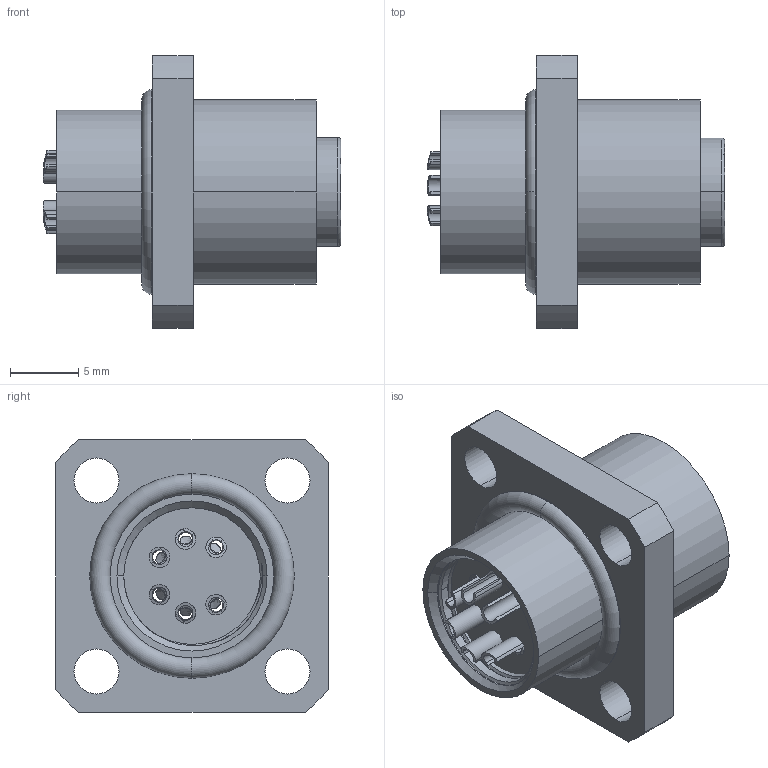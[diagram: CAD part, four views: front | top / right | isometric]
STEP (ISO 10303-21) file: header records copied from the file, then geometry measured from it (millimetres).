
FILE_DESCRIPTION (( 'STEP AP214' ), '1' );
FILE_NAME ('55-00238.STEP', '2024-04-08T20:54:46', ( '' ), ( '' ), 'SwSTEP 2.0', 'SolidWorks 2021', '' );
FILE_SCHEMA (( 'AUTOMOTIVE_DESIGN' ));
Length unit declared in the file: millimetre
Products named in the file (6): 55-00238-01___; 55-00238; 55-00238-02___; 55-00238-03___; 55-00238-05___; 55-00238-04___
Assembly tree (10 placements, depth 2):
  55-00238
    55-00238-01___
    55-00238-02___
    55-00238-03___  x6
    55-00238-04___
    55-00238-05___
Bounding box: 21.8 x 20 x 20 mm (x, y, z)
Volume: 2676.4 mm3; surface area: 5041.4 mm2
Topology: 10 solids, 10 shells, 652 faces, 1656 edges, 1047 vertices
Faces by surface type: cylinder 239, plane 189, torus 119, cone 62, bspline 43
Entity records: 10107 total; most frequent: CARTESIAN_POINT 4539, ORIENTED_EDGE 1142, DIRECTION 1110, EDGE_CURVE 571, AXIS2_PLACEMENT_3D 454, VERTEX_POINT 367, EDGE_LOOP 268, ADVANCED_FACE 227
